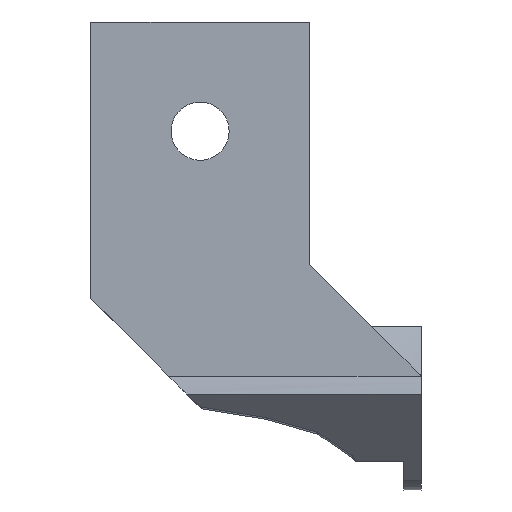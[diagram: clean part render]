
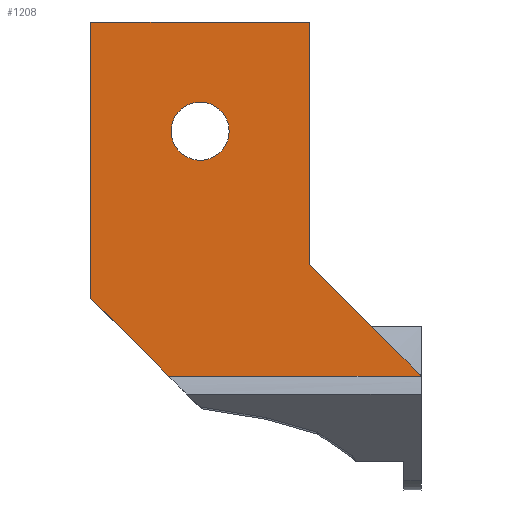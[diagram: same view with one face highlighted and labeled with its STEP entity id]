
A CAD part, left-side view. The second image highlights one B-rep face of the part: STEP entity #1208.
In plain terms, the highlighted planar face has unit normal (-1, 0, 0).
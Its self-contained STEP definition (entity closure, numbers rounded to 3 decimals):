
#19=FACE_BOUND('',#210,.T.);
#78=CIRCLE('',#1318,3.378);
#141=FACE_OUTER_BOUND('',#209,.T.);
#209=EDGE_LOOP('',(#999,#1000,#1001,#1002,#1003,#1004));
#210=EDGE_LOOP('',(#1005));
#244=LINE('',#1704,#347);
#258=LINE('',#1740,#361);
#259=LINE('',#1743,#362);
#299=LINE('',#2020,#402);
#315=LINE('',#2064,#418);
#316=LINE('',#2065,#419);
#347=VECTOR('',#1370,10.);
#361=VECTOR('',#1396,10.);
#362=VECTOR('',#1399,10.);
#402=VECTOR('',#1541,10.);
#418=VECTOR('',#1587,10.);
#419=VECTOR('',#1588,10.);
#475=VERTEX_POINT('',#1696);
#478=VERTEX_POINT('',#1702);
#491=VERTEX_POINT('',#1738);
#492=VERTEX_POINT('',#1742);
#557=VERTEX_POINT('',#2019);
#568=VERTEX_POINT('',#2055);
#570=VERTEX_POINT('',#2063);
#596=EDGE_CURVE('',#475,#478,#244,.T.);
#613=EDGE_CURVE('',#478,#491,#258,.T.);
#614=EDGE_CURVE('',#475,#492,#259,.T.);
#708=EDGE_CURVE('',#557,#492,#299,.T.);
#726=EDGE_CURVE('',#568,#568,#78,.T.);
#730=EDGE_CURVE('',#570,#491,#315,.T.);
#731=EDGE_CURVE('',#557,#570,#316,.T.);
#999=ORIENTED_EDGE('',*,*,#708,.T.);
#1000=ORIENTED_EDGE('',*,*,#614,.F.);
#1001=ORIENTED_EDGE('',*,*,#596,.T.);
#1002=ORIENTED_EDGE('',*,*,#613,.T.);
#1003=ORIENTED_EDGE('',*,*,#730,.F.);
#1004=ORIENTED_EDGE('',*,*,#731,.F.);
#1005=ORIENTED_EDGE('',*,*,#726,.T.);
#1150=PLANE('',#1321);
#1208=ADVANCED_FACE('',(#141,#19),#1150,.T.);
#1318=AXIS2_PLACEMENT_3D('',#2056,#1577,#1578);
#1321=AXIS2_PLACEMENT_3D('',#2062,#1585,#1586);
#1370=DIRECTION('',(0.,0.707,0.707));
#1396=DIRECTION('',(0.,0.,1.));
#1399=DIRECTION('',(0.,1.,0.));
#1541=DIRECTION('',(0.,-0.707,-0.707));
#1577=DIRECTION('center_axis',(1.,0.,0.));
#1578=DIRECTION('ref_axis',(0.,0.,-1.));
#1585=DIRECTION('center_axis',(-1.,0.,0.));
#1586=DIRECTION('ref_axis',(0.,-1.,0.));
#1587=DIRECTION('',(0.,-1.,0.));
#1588=DIRECTION('',(0.,0.,1.));
#1696=CARTESIAN_POINT('',(-22.58,0.,9.702));
#1702=CARTESIAN_POINT('',(-22.58,13.,22.702));
#1704=CARTESIAN_POINT('',(-22.58,0.,9.702));
#1738=CARTESIAN_POINT('',(-22.58,13.,50.874));
#1740=CARTESIAN_POINT('',(-22.58,13.,25.474));
#1742=CARTESIAN_POINT('',(-22.58,29.358,9.702));
#1743=CARTESIAN_POINT('',(-22.58,0.,9.702));
#2019=CARTESIAN_POINT('',(-22.58,38.4,18.744));
#2020=CARTESIAN_POINT('',(-22.58,32.907,13.251));
#2055=CARTESIAN_POINT('',(-22.58,25.7,41.552));
#2056=CARTESIAN_POINT('Origin',(-22.58,25.7,38.174));
#2062=CARTESIAN_POINT('Origin',(-22.58,38.4,25.474));
#2063=CARTESIAN_POINT('',(-22.58,38.4,50.874));
#2064=CARTESIAN_POINT('',(-22.58,38.4,50.874));
#2065=CARTESIAN_POINT('',(-22.58,38.4,25.474));
